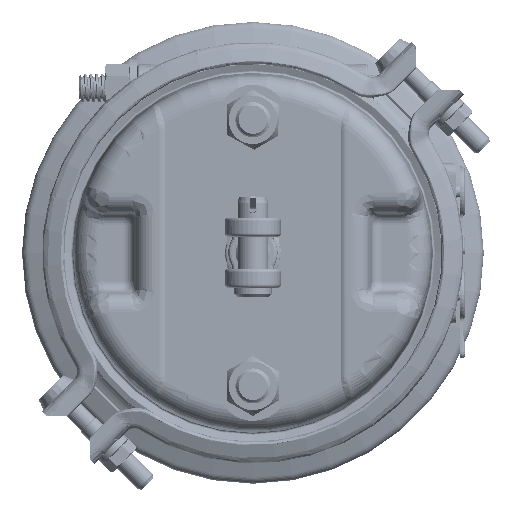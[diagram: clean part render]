
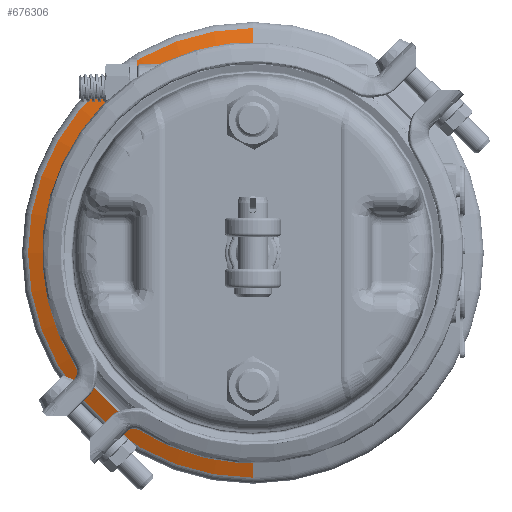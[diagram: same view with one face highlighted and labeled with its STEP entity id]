
A CAD part, front view. The second image highlights one B-rep face of the part: STEP entity #676306.
In plain terms, the highlighted conical face has half-angle 70 degrees and reference radius 98.125 mm.
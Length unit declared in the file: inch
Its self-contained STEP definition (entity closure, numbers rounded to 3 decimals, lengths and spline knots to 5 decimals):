
#675737=DIRECTION('',(0.,0.342,-0.94));
#675738=VECTOR('',#675737,0.31521);
#675739=CARTESIAN_POINT('',(0.,4.01589,-3.7151));
#675740=LINE('',#675739,#675738);
#675741=DIRECTION('',(0.,0.342,0.94));
#675742=VECTOR('',#675741,0.31521);
#675743=CARTESIAN_POINT('',(0.,4.01589,3.7151));
#675744=LINE('',#675743,#675742);
#675745=CARTESIAN_POINT('',(0.,4.01589,0.));
#675746=DIRECTION('',(0.,1.,0.));
#675747=DIRECTION('',(0.,0.,-1.));
#675748=AXIS2_PLACEMENT_3D('',#675745,#675746,#675747);
#675760=CARTESIAN_POINT('',(0.,4.12369,0.));
#675761=DIRECTION('',(0.,1.,0.));
#675762=DIRECTION('',(0.,0.,-1.));
#675763=AXIS2_PLACEMENT_3D('',#675760,#675761,#675762);
#675846=CARTESIAN_POINT('',(0.,4.01589,-3.7151));
#675847=VERTEX_POINT('',#675846);
#675848=CARTESIAN_POINT('',(0.,4.12369,-4.0113));
#675849=VERTEX_POINT('',#675848);
#675858=CARTESIAN_POINT('',(0.,4.01589,3.7151));
#675859=VERTEX_POINT('',#675858);
#675860=CARTESIAN_POINT('',(0.,4.12369,4.0113));
#675861=VERTEX_POINT('',#675860);
#676294=CARTESIAN_POINT('',(0.,4.06979,0.));
#676295=DIRECTION('',(0.,1.,0.));
#676296=DIRECTION('',(0.,0.,-1.));
#676297=AXIS2_PLACEMENT_3D('',#676294,#676295,#676296);
#676298=CONICAL_SURFACE('',#676297,3.8632,70.);
#676299=ORIENTED_EDGE('',*,*,#676277,.T.);
#676301=ORIENTED_EDGE('',*,*,#676300,.T.);
#676302=ORIENTED_EDGE('',*,*,#676280,.F.);
#676303=ORIENTED_EDGE('',*,*,#676237,.F.);
#676304=EDGE_LOOP('',(#676299,#676301,#676302,#676303));
#676305=FACE_OUTER_BOUND('',#676304,.F.);
#675749=CIRCLE('',#675748,3.7151);
#675764=CIRCLE('',#675763,4.0113);
#676237=EDGE_CURVE('',#675847,#675859,#675749,.T.);
#676277=EDGE_CURVE('',#675847,#675849,#675740,.T.);
#676280=EDGE_CURVE('',#675859,#675861,#675744,.T.);
#676300=EDGE_CURVE('',#675849,#675861,#675764,.T.);
#676306=ADVANCED_FACE('',(#676305),#676298,.T.);
